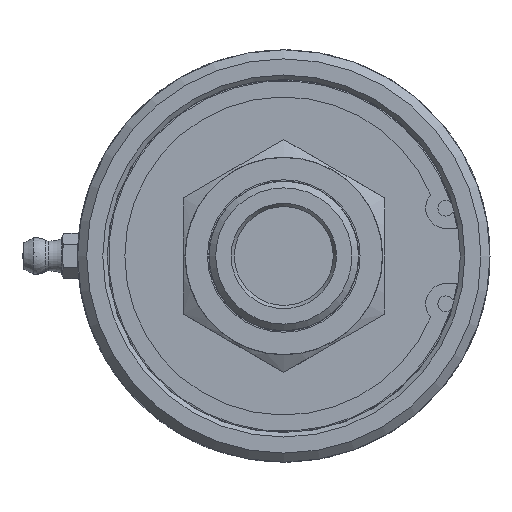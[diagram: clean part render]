
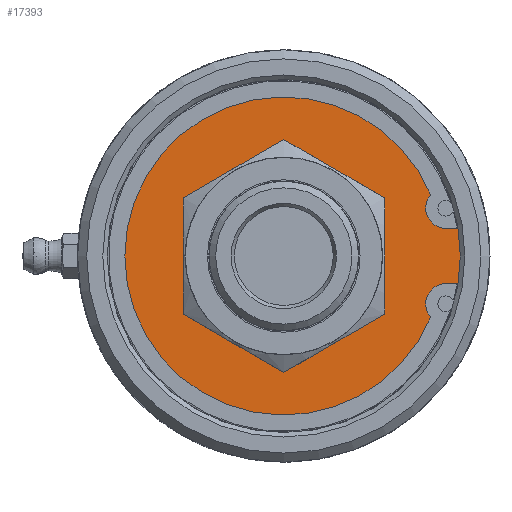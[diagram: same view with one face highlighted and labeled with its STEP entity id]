
A CAD part, left-side view. The second image highlights one B-rep face of the part: STEP entity #17393.
In plain terms, the highlighted planar face has unit normal (-1, 0, 0).
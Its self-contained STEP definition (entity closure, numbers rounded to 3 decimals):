
#152=FACE_BOUND('',#5293,.T.);
#944=PLANE('',#18298);
#2229=LINE('',#115664,#3256);
#2234=LINE('',#115678,#3261);
#3256=VECTOR('',#20940,10.);
#3261=VECTOR('',#20947,10.);
#4211=FACE_OUTER_BOUND('',#5292,.T.);
#5292=EDGE_LOOP('',(#15930,#15931,#15932,#15933,#15934,#15935));
#5293=EDGE_LOOP('',(#15936));
#6837=CIRCLE('',#18278,3.556);
#6839=CIRCLE('',#18281,28.142);
#6841=CIRCLE('',#18284,3.556);
#6848=CIRCLE('',#18296,33.45);
#6849=CIRCLE('',#18299,17.5);
#8502=VERTEX_POINT('',#115661);
#8503=VERTEX_POINT('',#115663);
#8507=VERTEX_POINT('',#115675);
#8508=VERTEX_POINT('',#115677);
#8509=VERTEX_POINT('',#115681);
#8511=VERTEX_POINT('',#115687);
#8514=VERTEX_POINT('',#115709);
#10989=EDGE_CURVE('',#8503,#8502,#2229,.T.);
#10995=EDGE_CURVE('',#8508,#8507,#2234,.T.);
#10997=EDGE_CURVE('',#8507,#8509,#6837,.T.);
#11000=EDGE_CURVE('',#8509,#8511,#6839,.T.);
#11003=EDGE_CURVE('',#8511,#8503,#6841,.T.);
#11010=EDGE_CURVE('',#8502,#8508,#6848,.T.);
#11011=EDGE_CURVE('',#8514,#8514,#6849,.T.);
#15930=ORIENTED_EDGE('',*,*,#10995,.T.);
#15931=ORIENTED_EDGE('',*,*,#10997,.T.);
#15932=ORIENTED_EDGE('',*,*,#11000,.T.);
#15933=ORIENTED_EDGE('',*,*,#11003,.T.);
#15934=ORIENTED_EDGE('',*,*,#10989,.T.);
#15935=ORIENTED_EDGE('',*,*,#11010,.T.);
#15936=ORIENTED_EDGE('',*,*,#11011,.T.);
#17393=ADVANCED_FACE('',(#4211,#152),#944,.F.);
#18278=AXIS2_PLACEMENT_3D('',#115682,#20951,#20952);
#18281=AXIS2_PLACEMENT_3D('',#115688,#20958,#20959);
#18284=AXIS2_PLACEMENT_3D('',#115693,#20965,#20966);
#18296=AXIS2_PLACEMENT_3D('',#115706,#20989,#20990);
#18298=AXIS2_PLACEMENT_3D('',#115708,#20993,#20994);
#18299=AXIS2_PLACEMENT_3D('',#115710,#20995,#20996);
#20940=DIRECTION('',(0.,-1.,0.));
#20947=DIRECTION('',(0.,1.,0.));
#20951=DIRECTION('center_axis',(1.,0.,0.));
#20952=DIRECTION('ref_axis',(0.,0.754,0.657));
#20958=DIRECTION('center_axis',(-1.,0.,0.));
#20959=DIRECTION('ref_axis',(0.,0.924,-0.384));
#20965=DIRECTION('center_axis',(1.,0.,0.));
#20966=DIRECTION('ref_axis',(0.,0.,1.));
#20989=DIRECTION('center_axis',(-1.,0.,0.));
#20990=DIRECTION('ref_axis',(0.,1.,0.));
#20993=DIRECTION('center_axis',(1.,0.,0.));
#20994=DIRECTION('ref_axis',(0.,0.,-1.));
#20995=DIRECTION('center_axis',(1.,0.,0.));
#20996=DIRECTION('ref_axis',(0.,1.,0.));
#115661=CARTESIAN_POINT('',(4.775,-33.089,-4.902));
#115663=CARTESIAN_POINT('',(4.775,-28.672,-4.902));
#115664=CARTESIAN_POINT('',(4.775,-4.407,-4.902));
#115675=CARTESIAN_POINT('',(4.775,-28.672,4.902));
#115677=CARTESIAN_POINT('',(4.775,-33.089,4.902));
#115678=CARTESIAN_POINT('',(4.775,-2.199,4.902));
#115681=CARTESIAN_POINT('',(4.775,-25.99,10.793));
#115682=CARTESIAN_POINT('Origin',(4.775,-28.672,8.458));
#115687=CARTESIAN_POINT('',(4.775,-25.99,-10.793));
#115688=CARTESIAN_POINT('Origin',(4.775,0.,0.));
#115693=CARTESIAN_POINT('Origin',(4.775,-28.672,-8.458));
#115706=CARTESIAN_POINT('Origin',(4.775,0.,0.));
#115708=CARTESIAN_POINT('Origin',(4.775,24.275,0.));
#115709=CARTESIAN_POINT('',(4.775,-17.5,0.));
#115710=CARTESIAN_POINT('Origin',(4.775,0.,0.));
